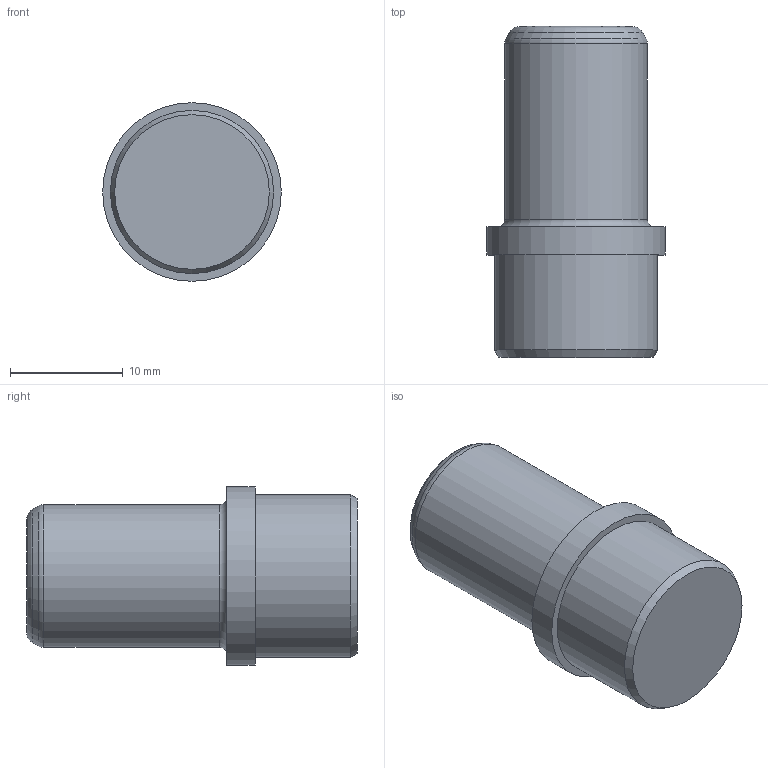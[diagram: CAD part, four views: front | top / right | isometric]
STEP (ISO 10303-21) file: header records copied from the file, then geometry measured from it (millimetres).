
FILE_DESCRIPTION (( 'STEP AP214' ), '1' );
FILE_NAME ('Pin_12-7mm_9104-07086-02104.STEP', '2011-04-14T21:37:52', ( '' ), ( '' ), 'SwSTEP 2.0', 'SolidWorks 2010', '' );
FILE_SCHEMA (( 'AUTOMOTIVE_DESIGN' ));
Length unit declared in the file: millimetre
Products named in the file (1): Pin_12-7mm_9104-07086-02104
Bounding box: 15.87 x 29.4 x 15.87 mm (x, y, z)
Volume: 4228 mm3; surface area: 1593.2 mm2
Topology: 1 solids, 1 shells, 12 faces, 19 edges, 11 vertices
Faces by surface type: plane 4, cylinder 3, torus 3, cone 2
Full cylindrical faces by diameter (mm): 12.7 x1, 14.49 x1, 15.87 x1
Entity records: 268 total; most frequent: DIRECTION 48, CARTESIAN_POINT 35, AXIS2_PLACEMENT_3D 24, ORIENTED_EDGE 22, EDGE_LOOP 22, FACE_OUTER_BOUND 18, ADVANCED_FACE 12, EDGE_CURVE 11
